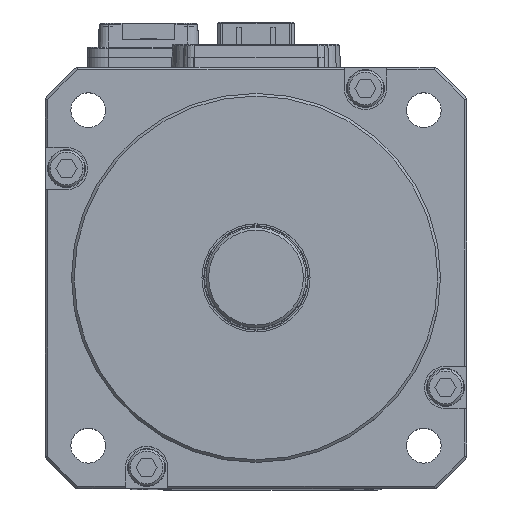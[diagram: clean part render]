
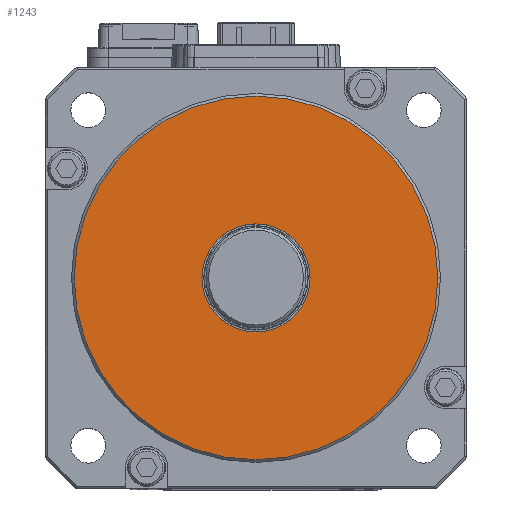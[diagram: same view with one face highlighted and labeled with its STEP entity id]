
A CAD part, top view. The second image highlights one B-rep face of the part: STEP entity #1243.
In plain terms, the highlighted planar face has unit normal (0, 0, 1).
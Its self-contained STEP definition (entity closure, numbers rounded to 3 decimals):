
#1243 = ADVANCED_FACE ( 'NONE', ( #13014, #13007 ), #12990, .T. ) ;
#12990 = PLANE ( 'NONE',  #60330 ) ;
#12998 = CARTESIAN_POINT ( 'NONE',  ( 0., 0., 59.5 ) ) ;
#13007 = FACE_BOUND ( 'NONE', #32754, .T. ) ;
#13014 = FACE_OUTER_BOUND ( 'NONE', #32738, .T. ) ;
#13015 = DIRECTION ( 'NONE',  ( 0., 0., 1. ) ) ;
#13018 = DIRECTION ( 'NONE',  ( 1., 0., 0. ) ) ;
#14258 = VERTEX_POINT ( 'NONE', #85846 ) ;
#14294 = VERTEX_POINT ( 'NONE', #85884 ) ;
#14332 = VERTEX_POINT ( 'NONE', #85868 ) ;
#14340 = VERTEX_POINT ( 'NONE', #85831 ) ;
#32394 = EDGE_CURVE ( 'NONE', #14294, #14258, #58031, .T. ) ;
#32499 = EDGE_CURVE ( 'NONE', #14340, #14332, #58262, .T. ) ;
#32683 = EDGE_CURVE ( 'NONE', #14258, #14294, #58358, .T. ) ;
#32738 = EDGE_LOOP ( 'NONE', ( #67567, #67575 ) ) ;
#32754 = EDGE_LOOP ( 'NONE', ( #67563, #67565 ) ) ;
#32822 = EDGE_CURVE ( 'NONE', #14332, #14340, #58513, .T. ) ;
#58031 = CIRCLE ( 'NONE', #58052, 34.5 ) ;
#58052 = AXIS2_PLACEMENT_3D ( 'NONE', #85352, #85353, #85354 ) ;
#58262 = CIRCLE ( 'NONE', #58288, 10.25 ) ;
#58288 = AXIS2_PLACEMENT_3D ( 'NONE', #85565, #85598, #85569 ) ;
#58353 = AXIS2_PLACEMENT_3D ( 'NONE', #60424, #60448, #60452 ) ;
#58358 = CIRCLE ( 'NONE', #58353, 34.5 ) ;
#58432 = AXIS2_PLACEMENT_3D ( 'NONE', #60957, #60847, #60913 ) ;
#58513 = CIRCLE ( 'NONE', #58432, 10.25 ) ;
#60330 = AXIS2_PLACEMENT_3D ( 'NONE', #12998, #13015, #13018 ) ;
#60424 = CARTESIAN_POINT ( 'NONE',  ( 0., 0., 59.5 ) ) ;
#60448 = DIRECTION ( 'NONE',  ( 0., 0., 1. ) ) ;
#60452 = DIRECTION ( 'NONE',  ( 1., 0., 0. ) ) ;
#60847 = DIRECTION ( 'NONE',  ( 0., 0., 1. ) ) ;
#60913 = DIRECTION ( 'NONE',  ( 1., 0., 0. ) ) ;
#60957 = CARTESIAN_POINT ( 'NONE',  ( 0., 0., 59.5 ) ) ;
#67563 = ORIENTED_EDGE ( 'NONE', *, *, #32499, .F. ) ;
#67565 = ORIENTED_EDGE ( 'NONE', *, *, #32822, .F. ) ;
#67567 = ORIENTED_EDGE ( 'NONE', *, *, #32683, .T. ) ;
#67575 = ORIENTED_EDGE ( 'NONE', *, *, #32394, .T. ) ;
#85352 = CARTESIAN_POINT ( 'NONE',  ( 0., 0., 59.5 ) ) ;
#85353 = DIRECTION ( 'NONE',  ( 0., 0., 1. ) ) ;
#85354 = DIRECTION ( 'NONE',  ( 1., 0., 0. ) ) ;
#85565 = CARTESIAN_POINT ( 'NONE',  ( 0., 0., 59.5 ) ) ;
#85569 = DIRECTION ( 'NONE',  ( 1., 0., 0. ) ) ;
#85598 = DIRECTION ( 'NONE',  ( 0., 0., 1. ) ) ;
#85831 = CARTESIAN_POINT ( 'NONE',  ( -10.25, 0., 59.5 ) ) ;
#85846 = CARTESIAN_POINT ( 'NONE',  ( -34.5, 0., 59.5 ) ) ;
#85868 = CARTESIAN_POINT ( 'NONE',  ( 10.25, 0., 59.5 ) ) ;
#85884 = CARTESIAN_POINT ( 'NONE',  ( 34.5, 0., 59.5 ) ) ;
